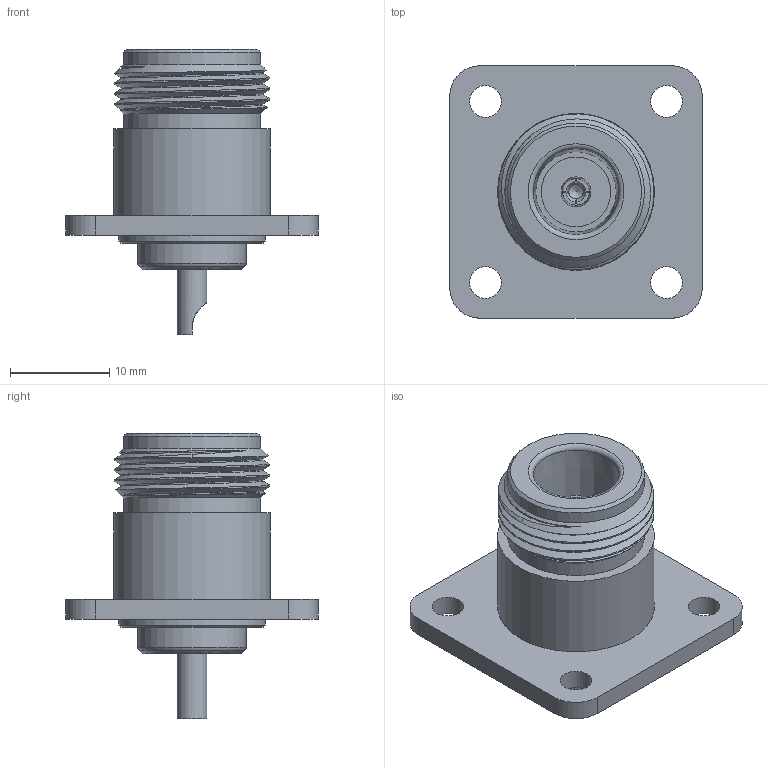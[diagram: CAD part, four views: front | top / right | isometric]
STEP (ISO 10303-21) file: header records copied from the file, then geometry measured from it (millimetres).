
FILE_DESCRIPTION(/* description */ ('Unknown'),/* implementation_level */ '2;1');
FILE_NAME(/* name */ '60412522241506',/* time_stamp */ '2022-03-25T11:47:21+01:00',/* author */ ('Unknown'),/* organization */ ('Unknown'),/* preprocessor_version */ 'ST-DEVELOPER v16.7',/* originating_system */ 'Solid Edge',/* authorisation */ 'Unknown');
FILE_SCHEMA (('AUTOMOTIVE_DESIGN {1 0 10303 214 3 1 1}'));
Products named in the file (4): 60412522241506; 60412522241506_Body; 60412522241506_Insulator; 60412522241506_SignalPin
Assembly tree (3 placements, depth 2):
  60412522241506
    60412522241506_Body
    60412522241506_Insulator
    60412522241506_SignalPin
Bounding box: 25.4 x 25.4 x 28.7 mm (x, y, z)
Volume: 4043.9 mm3; surface area: 4002.5 mm2
Topology: 3 solids, 3 shells, 8125 faces, 16362 edges, 8250 vertices
Faces by surface type: bspline 6402, cylinder 1625, plane 72, cone 23, torus 3
Full cylindrical faces by diameter (mm): 1.55 x1, 2.4 x1, 3 x3, 3.2 x4, 3.3 x1, 7 x1, 10.05 x1, 10.06 x1, 10.9 x1, 13.8 x2, 14.7 x1, 15.8 x1
Entity records: 274239 total; most frequent: CARTESIAN_POINT 174825, ORIENTED_EDGE 32626, EDGE_CURVE 16313, B_SPLINE_CURVE_WITH_KNOTS 9542, VERTEX_POINT 8235, FACE_BOUND 8174, EDGE_LOOP 8172, ADVANCED_FACE 8123
